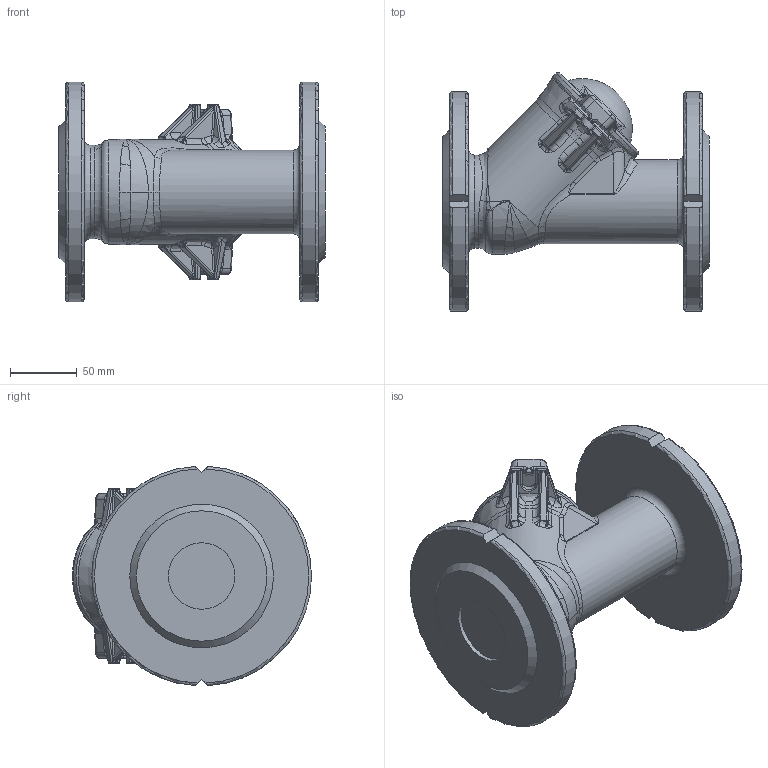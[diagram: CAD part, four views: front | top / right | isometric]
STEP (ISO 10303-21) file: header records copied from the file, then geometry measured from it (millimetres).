
FILE_DESCRIPTION (( 'STEP AP203' ), '1' );
FILE_NAME ('O_53_35_DN50.STEP', '2014-08-18T05:38:48', ( '' ), ( '' ), 'SwSTEP 2.0', 'SolidWorks 2012', '' );
FILE_SCHEMA (( 'CONFIG_CONTROL_DESIGN' ));
Length unit declared in the file: millimetre
Products named in the file (1): O_53_35_DN50
Bounding box: 200 x 179.49 x 164.71 mm (x, y, z)
Volume: 1616735.1 mm3; surface area: 151795.3 mm2
Topology: 1 solids, 1 shells, 494 faces, 1170 edges, 645 vertices
Faces by surface type: bspline 215, cylinder 122, plane 76, torus 47, sphere 25, cone 9
Full cylindrical faces by diameter (mm): 50 x2, 63 x1, 70 x1
Entity records: 21133 total; most frequent: CARTESIAN_POINT 11629, ORIENTED_EDGE 2234, DIRECTION 1658, EDGE_CURVE 1117, AXIS2_PLACEMENT_3D 708, VERTEX_POINT 639, EDGE_LOOP 508, FACE_OUTER_BOUND 500
